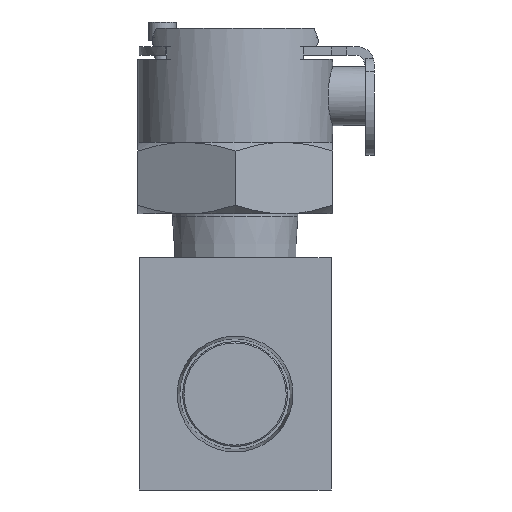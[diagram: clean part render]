
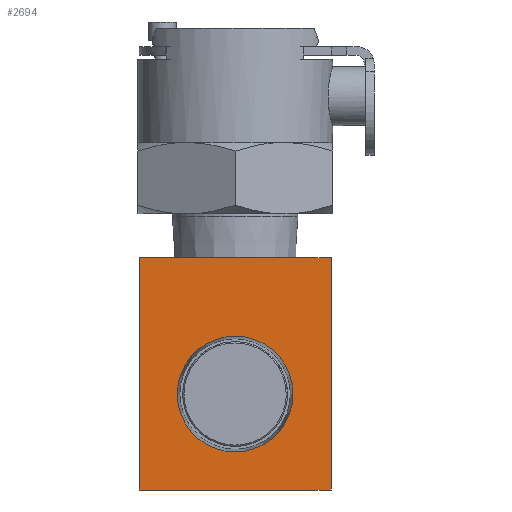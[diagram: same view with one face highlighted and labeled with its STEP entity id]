
A CAD part, left-side view. The second image highlights one B-rep face of the part: STEP entity #2694.
In plain terms, the highlighted planar face has unit normal (-1, 0, 0).
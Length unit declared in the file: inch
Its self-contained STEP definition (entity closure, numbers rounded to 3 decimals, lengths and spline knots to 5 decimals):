
#2694=ADVANCED_FACE('',(#6129,#6130),#6131,.F.);
#6129=FACE_BOUND('',#10384,.T.);
#6130=FACE_OUTER_BOUND('',#10385,.T.);
#6131=PLANE('',#10386);
#10384=EDGE_LOOP('',(#19402));
#10385=EDGE_LOOP('',(#19403,#19404,#19405,#19406));
#10386=AXIS2_PLACEMENT_3D('',#19407,#19408,#19409);
#19402=ORIENTED_EDGE('',*,*,#29145,.F.);
#19403=ORIENTED_EDGE('',*,*,#26916,.T.);
#19404=ORIENTED_EDGE('',*,*,#27154,.F.);
#19405=ORIENTED_EDGE('',*,*,#26911,.F.);
#19406=ORIENTED_EDGE('',*,*,#26922,.T.);
#19407=CARTESIAN_POINT('',(-1.51575,-0.14553,0.75));
#19408=DIRECTION('',(1.0,0.0,0.0));
#19409=DIRECTION('',(0.0,0.0,-1.0));
#26911=EDGE_CURVE('',#32169,#32170,#32171,.T.);
#26916=EDGE_CURVE('',#32178,#32179,#32180,.T.);
#26922=EDGE_CURVE('',#32169,#32178,#32189,.T.);
#27154=EDGE_CURVE('',#32170,#32179,#32648,.T.);
#29145=EDGE_CURVE('',#35510,#35510,#35511,.T.);
#32169=VERTEX_POINT('',#40017);
#32170=VERTEX_POINT('',#40018);
#32171=LINE('',#40019,#40020);
#32178=VERTEX_POINT('',#40030);
#32179=VERTEX_POINT('',#40031);
#32180=LINE('',#40032,#40033);
#32189=LINE('',#40045,#40046);
#32648=LINE('',#40717,#40718);
#35510=VERTEX_POINT('',#44981);
#35511=CIRCLE('',#44982,0.187);
#40017=CARTESIAN_POINT('',(-1.51575,-0.14553,0.75));
#40018=CARTESIAN_POINT('',(-1.51575,-0.76553,0.75));
#40019=CARTESIAN_POINT('',(-1.51575,-0.14553,0.75));
#40020=VECTOR('',#52868,1.0);
#40030=CARTESIAN_POINT('',(-1.51575,-0.14553,0.0));
#40031=CARTESIAN_POINT('',(-1.51575,-0.76553,0.0));
#40032=CARTESIAN_POINT('',(-1.51575,-0.14553,0.0));
#40033=VECTOR('',#52872,1.0);
#40045=CARTESIAN_POINT('',(-1.51575,-0.14553,0.75));
#40046=VECTOR('',#52879,1.0);
#40717=CARTESIAN_POINT('',(-1.51575,-0.76553,0.75));
#40718=VECTOR('',#53143,1.0);
#44981=CARTESIAN_POINT('',(-1.51575,-0.26853,0.31));
#44982=AXIS2_PLACEMENT_3D('',#54593,#54594,#54595);
#52868=DIRECTION('',(0.0,-1.0,0.0));
#52872=DIRECTION('',(0.0,-1.0,0.0));
#52879=DIRECTION('',(0.0,0.0,-1.0));
#53143=DIRECTION('',(0.0,0.0,-1.0));
#54593=CARTESIAN_POINT('',(-1.51575,-0.45553,0.31));
#54594=DIRECTION('',(-1.0,0.,0.0));
#54595=DIRECTION('',(0.,1.0,0.0));
